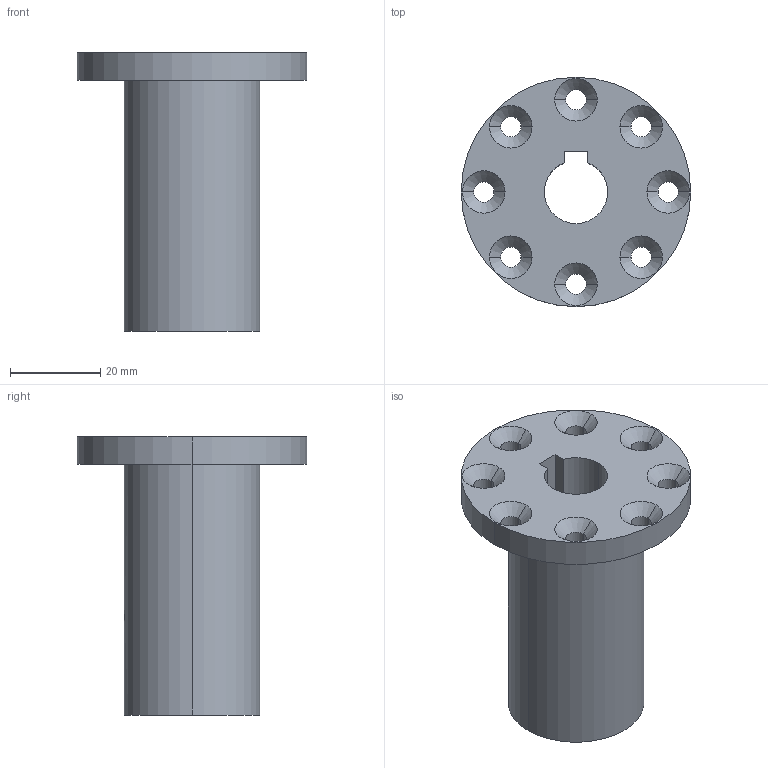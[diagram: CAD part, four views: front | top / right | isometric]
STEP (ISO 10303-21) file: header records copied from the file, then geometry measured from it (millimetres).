
FILE_DESCRIPTION (( 'STEP AP203' ), '1' );
FILE_NAME ('J2 drive spindle - precision GB .STEP', '2017-09-18T23:22:58', ( '' ), ( '' ), 'SwSTEP 2.0', 'SolidWorks 2016', '' );
FILE_SCHEMA (( 'CONFIG_CONTROL_DESIGN' ));
Length unit declared in the file: millimetre
Products named in the file (1): J2 drive spindle - precision GB 
Bounding box: 50.8 x 50.8 x 61.54 mm (x, y, z)
Volume: 39657.9 mm3; surface area: 13852.1 mm2
Topology: 1 solids, 1 shells, 65 faces, 152 edges, 96 vertices
Faces by surface type: cylinder 37, cone 16, plane 12
Entity records: 2037 total; most frequent: DIRECTION 370, CARTESIAN_POINT 352, ORIENTED_EDGE 304, AXIS2_PLACEMENT_3D 154, EDGE_CURVE 152, VERTEX_POINT 96, EDGE_LOOP 92, CIRCLE 88
